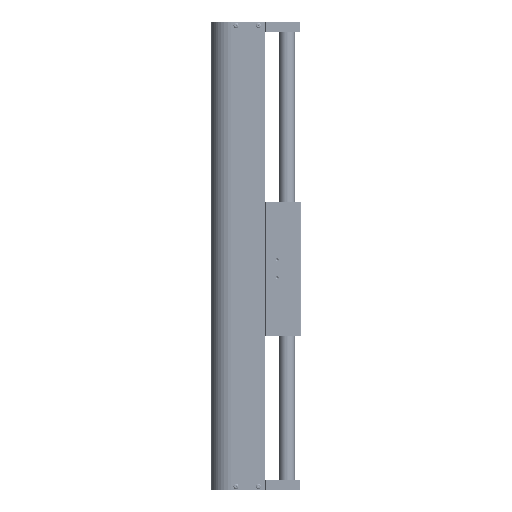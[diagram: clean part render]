
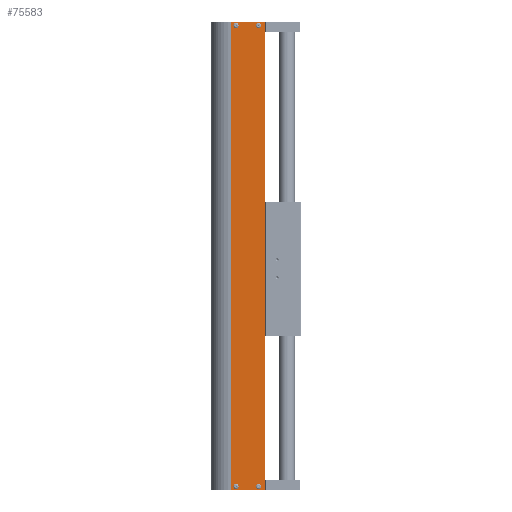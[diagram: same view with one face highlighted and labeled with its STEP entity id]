
A CAD part, left-side view. The second image highlights one B-rep face of the part: STEP entity #75583.
In plain terms, the highlighted face is planar.
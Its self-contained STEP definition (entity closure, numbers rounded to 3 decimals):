
#2166 = DIRECTION ( 'NONE',  ( 1., 0., 0. ) ) ;
#4123 = CARTESIAN_POINT ( 'NONE',  ( 32., -7., 722. ) ) ;
#5399 = CIRCLE ( 'NONE', #85552, 2.4 ) ;
#13658 = CARTESIAN_POINT ( 'NONE',  ( 32., 0., 727. ) ) ;
#14067 = LINE ( 'NONE', #123405, #126629 ) ;
#15158 = DIRECTION ( 'NONE',  ( 1., 0., 0. ) ) ;
#20103 = EDGE_CURVE ( 'NONE', #55188, #55188, #87945, .T. ) ;
#22590 = CARTESIAN_POINT ( 'NONE',  ( 32., -42., 5. ) ) ;
#22858 = VECTOR ( 'NONE', #155885, 1000. ) ;
#23371 = FACE_BOUND ( 'NONE', #107392, .T. ) ;
#23694 = CARTESIAN_POINT ( 'NONE',  ( 32., -7., 2.6 ) ) ;
#25930 = CARTESIAN_POINT ( 'NONE',  ( 32., 0., 0. ) ) ;
#27934 = AXIS2_PLACEMENT_3D ( 'NONE', #4123, #101084, #29346 ) ;
#28363 = DIRECTION ( 'NONE',  ( 0., 1., 0. ) ) ;
#29346 = DIRECTION ( 'NONE',  ( 0., 0., -1. ) ) ;
#31479 = EDGE_CURVE ( 'NONE', #45395, #33152, #14067, .T. ) ;
#33152 = VERTEX_POINT ( 'NONE', #13658 ) ;
#33318 = DIRECTION ( 'NONE',  ( 1., 0., 0. ) ) ;
#33674 = LINE ( 'NONE', #143997, #177506 ) ;
#34966 = EDGE_LOOP ( 'NONE', ( #74250 ) ) ;
#34982 = CARTESIAN_POINT ( 'NONE',  ( 32., -52., 727. ) ) ;
#38568 = EDGE_CURVE ( 'NONE', #33152, #79187, #110344, .T. ) ;
#40044 = CARTESIAN_POINT ( 'NONE',  ( 32., -51.5, 727. ) ) ;
#45263 = CARTESIAN_POINT ( 'NONE',  ( 32., -51.5, 0. ) ) ;
#45395 = VERTEX_POINT ( 'NONE', #88809 ) ;
#47558 = FACE_BOUND ( 'NONE', #119567, .T. ) ;
#49795 = DIRECTION ( 'NONE',  ( 0., 1., 0. ) ) ;
#55185 = EDGE_CURVE ( 'NONE', #74164, #79187, #33674, .T. ) ;
#55188 = VERTEX_POINT ( 'NONE', #177261 ) ;
#60991 = FACE_BOUND ( 'NONE', #34966, .T. ) ;
#61090 = ORIENTED_EDGE ( 'NONE', *, *, #55185, .T. ) ;
#63993 = EDGE_CURVE ( 'NONE', #118751, #118751, #166939, .T. ) ;
#68849 = CARTESIAN_POINT ( 'NONE',  ( 32., -7., 5. ) ) ;
#69725 = DIRECTION ( 'NONE',  ( 0., 0., -1. ) ) ;
#74164 = VERTEX_POINT ( 'NONE', #45263 ) ;
#74250 = ORIENTED_EDGE ( 'NONE', *, *, #94612, .F. ) ;
#74753 = CARTESIAN_POINT ( 'NONE',  ( 32., -42., 722. ) ) ;
#75382 = PLANE ( 'NONE',  #101992 ) ;
#75583 = ADVANCED_FACE ( 'NONE', ( #146216, #47558, #23371, #60991, #157886 ), #75382, .F. ) ;
#79187 = VERTEX_POINT ( 'NONE', #25930 ) ;
#85552 = AXIS2_PLACEMENT_3D ( 'NONE', #22590, #33318, #88034 ) ;
#87945 = CIRCLE ( 'NONE', #27934, 2.4 ) ;
#88034 = DIRECTION ( 'NONE',  ( 0., 0., -1. ) ) ;
#88205 = ORIENTED_EDGE ( 'NONE', *, *, #31479, .F. ) ;
#88379 = VECTOR ( 'NONE', #92182, 1000. ) ;
#88809 = CARTESIAN_POINT ( 'NONE',  ( 32., -51.5, 727. ) ) ;
#92182 = DIRECTION ( 'NONE',  ( 0., 0., -1. ) ) ;
#92683 = EDGE_CURVE ( 'NONE', #121764, #121764, #159350, .T. ) ;
#94612 = EDGE_CURVE ( 'NONE', #111946, #111946, #5399, .T. ) ;
#101084 = DIRECTION ( 'NONE',  ( 1., 0., 0. ) ) ;
#101992 = AXIS2_PLACEMENT_3D ( 'NONE', #34982, #130093, #144427 ) ;
#107392 = EDGE_LOOP ( 'NONE', ( #118531 ) ) ;
#110344 = LINE ( 'NONE', #164945, #22858 ) ;
#111946 = VERTEX_POINT ( 'NONE', #141406 ) ;
#118531 = ORIENTED_EDGE ( 'NONE', *, *, #20103, .F. ) ;
#118751 = VERTEX_POINT ( 'NONE', #23694 ) ;
#119567 = EDGE_LOOP ( 'NONE', ( #141589 ) ) ;
#121764 = VERTEX_POINT ( 'NONE', #134415 ) ;
#123405 = CARTESIAN_POINT ( 'NONE',  ( 32., -52., 727. ) ) ;
#126629 = VECTOR ( 'NONE', #28363, 1000. ) ;
#126838 = AXIS2_PLACEMENT_3D ( 'NONE', #68849, #15158, #69725 ) ;
#130093 = DIRECTION ( 'NONE',  ( -1., 0., 0. ) ) ;
#131829 = ORIENTED_EDGE ( 'NONE', *, *, #134873, .T. ) ;
#134415 = CARTESIAN_POINT ( 'NONE',  ( 32., -42., 719.6 ) ) ;
#134873 = EDGE_CURVE ( 'NONE', #45395, #74164, #175495, .T. ) ;
#141406 = CARTESIAN_POINT ( 'NONE',  ( 32., -42., 2.6 ) ) ;
#141589 = ORIENTED_EDGE ( 'NONE', *, *, #92683, .F. ) ;
#143997 = CARTESIAN_POINT ( 'NONE',  ( 32., -52., 0. ) ) ;
#144427 = DIRECTION ( 'NONE',  ( 0., -1., 0. ) ) ;
#144671 = EDGE_LOOP ( 'NONE', ( #88205, #131829, #61090, #154131 ) ) ;
#146216 = FACE_OUTER_BOUND ( 'NONE', #144671, .T. ) ;
#152811 = DIRECTION ( 'NONE',  ( 0., 0., -1. ) ) ;
#154131 = ORIENTED_EDGE ( 'NONE', *, *, #38568, .F. ) ;
#155885 = DIRECTION ( 'NONE',  ( 0., 0., -1. ) ) ;
#157736 = ORIENTED_EDGE ( 'NONE', *, *, #63993, .F. ) ;
#157886 = FACE_BOUND ( 'NONE', #158576, .T. ) ;
#158576 = EDGE_LOOP ( 'NONE', ( #157736 ) ) ;
#159350 = CIRCLE ( 'NONE', #173723, 2.4 ) ;
#164945 = CARTESIAN_POINT ( 'NONE',  ( 32., 0., 727. ) ) ;
#166939 = CIRCLE ( 'NONE', #126838, 2.4 ) ;
#173723 = AXIS2_PLACEMENT_3D ( 'NONE', #74753, #2166, #152811 ) ;
#175495 = LINE ( 'NONE', #40044, #88379 ) ;
#177261 = CARTESIAN_POINT ( 'NONE',  ( 32., -7., 719.6 ) ) ;
#177506 = VECTOR ( 'NONE', #49795, 1000. ) ;
